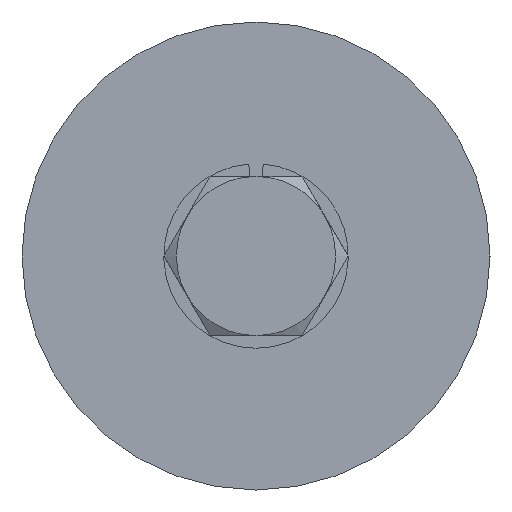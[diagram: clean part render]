
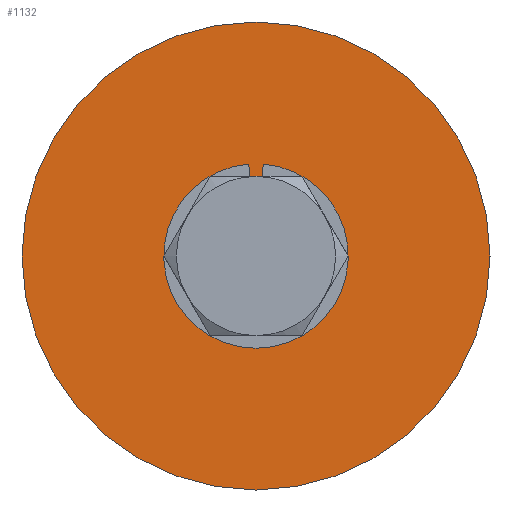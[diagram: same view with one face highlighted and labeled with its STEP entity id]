
A CAD part, left-side view. The second image highlights one B-rep face of the part: STEP entity #1132.
In plain terms, the highlighted planar face has unit normal (-1, 0, 0).
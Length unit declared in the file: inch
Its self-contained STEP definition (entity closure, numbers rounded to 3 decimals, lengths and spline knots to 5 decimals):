
#115 = AXIS2_PLACEMENT_3D ( 'NONE', #3025, #3008, #1010 ) ;
#325 = AXIS2_PLACEMENT_3D ( 'NONE', #353, #1320, #811 ) ;
#328 = CARTESIAN_POINT ( 'NONE',  ( -3.59843, 0., 0. ) ) ;
#353 = CARTESIAN_POINT ( 'NONE',  ( -3.59843, 0., 0. ) ) ;
#445 = EDGE_CURVE ( 'NONE', #2617, #2121, #2708, .T. ) ;
#540 = CARTESIAN_POINT ( 'NONE',  ( -3.59843, 0., 0. ) ) ;
#686 = ORIENTED_EDGE ( 'NONE', *, *, #445, .F. ) ;
#811 = DIRECTION ( 'NONE',  ( 0., 0., 1. ) ) ;
#973 = EDGE_LOOP ( 'NONE', ( #997, #686 ) ) ;
#997 = ORIENTED_EDGE ( 'NONE', *, *, #3114, .F. ) ;
#1010 = DIRECTION ( 'NONE',  ( 0., 0., 1. ) ) ;
#1117 = VERTEX_POINT ( 'NONE', #1686 ) ;
#1132 = ADVANCED_FACE ( 'NONE', ( #2679, #2487 ), #2780, .T. ) ;
#1173 = CARTESIAN_POINT ( 'NONE',  ( -3.59843, 0., 0.27854 ) ) ;
#1206 = DIRECTION ( 'NONE',  ( -1., 0., 0. ) ) ;
#1320 = DIRECTION ( 'NONE',  ( -1., 0., 0. ) ) ;
#1408 = CIRCLE ( 'NONE', #2741, 0.27854 ) ;
#1427 = CIRCLE ( 'NONE', #115, 1.10236 ) ;
#1586 = VERTEX_POINT ( 'NONE', #2986 ) ;
#1610 = CIRCLE ( 'NONE', #2119, 1.10236 ) ;
#1617 = ORIENTED_EDGE ( 'NONE', *, *, #3136, .T. ) ;
#1686 = CARTESIAN_POINT ( 'NONE',  ( -3.59843, 0., -1.10236 ) ) ;
#1915 = EDGE_LOOP ( 'NONE', ( #1617, #2744 ) ) ;
#2032 = DIRECTION ( 'NONE',  ( 0., 0., 1. ) ) ;
#2119 = AXIS2_PLACEMENT_3D ( 'NONE', #328, #2234, #2536 ) ;
#2121 = VERTEX_POINT ( 'NONE', #2992 ) ;
#2137 = EDGE_CURVE ( 'NONE', #1586, #1117, #1427, .T. ) ;
#2234 = DIRECTION ( 'NONE',  ( -1., 0., 0. ) ) ;
#2487 = FACE_BOUND ( 'NONE', #973, .T. ) ;
#2491 = DIRECTION ( 'NONE',  ( -1., 0., 0. ) ) ;
#2536 = DIRECTION ( 'NONE',  ( 0., 0., 1. ) ) ;
#2617 = VERTEX_POINT ( 'NONE', #1173 ) ;
#2677 = DIRECTION ( 'NONE',  ( 0., 0., 1. ) ) ;
#2679 = FACE_OUTER_BOUND ( 'NONE', #1915, .T. ) ;
#2708 = CIRCLE ( 'NONE', #3115, 0.27854 ) ;
#2741 = AXIS2_PLACEMENT_3D ( 'NONE', #540, #2491, #2032 ) ;
#2744 = ORIENTED_EDGE ( 'NONE', *, *, #2137, .T. ) ;
#2780 = PLANE ( 'NONE',  #325 ) ;
#2936 = CARTESIAN_POINT ( 'NONE',  ( -3.59843, 0., 0. ) ) ;
#2986 = CARTESIAN_POINT ( 'NONE',  ( -3.59843, 0., 1.10236 ) ) ;
#2992 = CARTESIAN_POINT ( 'NONE',  ( -3.59843, 0., -0.27854 ) ) ;
#3008 = DIRECTION ( 'NONE',  ( -1., 0., 0. ) ) ;
#3025 = CARTESIAN_POINT ( 'NONE',  ( -3.59843, 0., 0. ) ) ;
#3114 = EDGE_CURVE ( 'NONE', #2121, #2617, #1408, .T. ) ;
#3115 = AXIS2_PLACEMENT_3D ( 'NONE', #2936, #1206, #2677 ) ;
#3136 = EDGE_CURVE ( 'NONE', #1117, #1586, #1610, .T. ) ;
